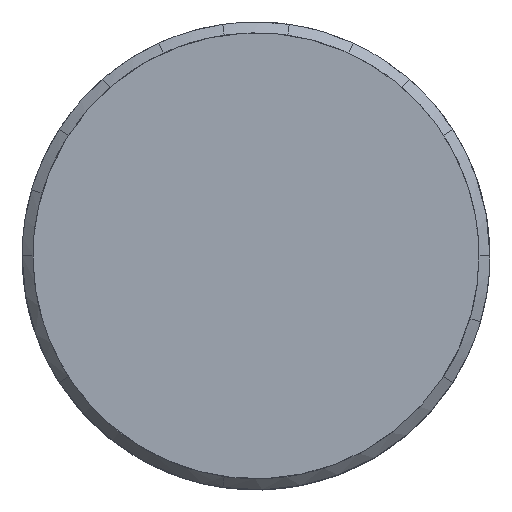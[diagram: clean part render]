
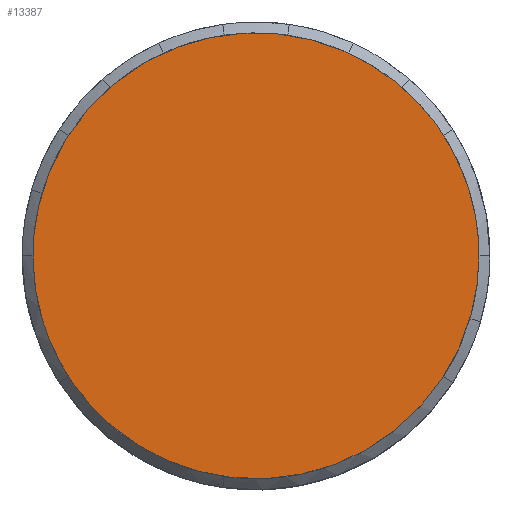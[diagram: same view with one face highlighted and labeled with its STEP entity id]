
A CAD part, top view. The second image highlights one B-rep face of the part: STEP entity #13387.
In plain terms, the highlighted planar face has unit normal (0, 0, 1).
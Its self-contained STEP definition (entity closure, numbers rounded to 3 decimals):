
#13329=CARTESIAN_POINT('',(11.329,0.,17.3));
#13330=VERTEX_POINT('',#13329);
#13337=CARTESIAN_POINT('',(11.329,0.,17.3));
#13338=CARTESIAN_POINT('',(11.329,-22.54,17.3));
#13339=CARTESIAN_POINT('',(-11.211,-22.54,17.3));
#13340=CARTESIAN_POINT('',(-11.211,0.,17.3));
#13341=CARTESIAN_POINT('',(-11.211,22.54,17.3));
#13342=CARTESIAN_POINT('',(11.329,22.54,17.3));
#13343=CARTESIAN_POINT('',(11.329,0.,17.3));
#13344=(BOUNDED_CURVE()
B_SPLINE_CURVE(3,(#13337,#13338,#13339,#13340,#13341,#13342,#13343),.UNSPECIFIED.,.T.,.F.)
B_SPLINE_CURVE_WITH_KNOTS((4,3,4),(0.,0.5,1.),.UNSPECIFIED.)
CURVE()
GEOMETRIC_REPRESENTATION_ITEM()
RATIONAL_B_SPLINE_CURVE((1.,0.333,0.333,1.,0.333,0.333,1.))
REPRESENTATION_ITEM(''));
#13345=EDGE_CURVE('',#13330,#13330,#13344,.T.);
#13379=CARTESIAN_POINT('',(0.059,0.,17.3));
#13380=DIRECTION('',(0.,0.,-1.));
#13381=DIRECTION('',(-1.,0.,0.));
#13382=AXIS2_PLACEMENT_3D('',#13379,#13380,#13381);
#13383=PLANE('',#13382);
#13384=ORIENTED_EDGE('',*,*,#13345,.F.);
#13385=EDGE_LOOP('',(#13384));
#13386=FACE_BOUND('',#13385,.T.);
#13387=ADVANCED_FACE('',(#13386),#13383,.F.);
